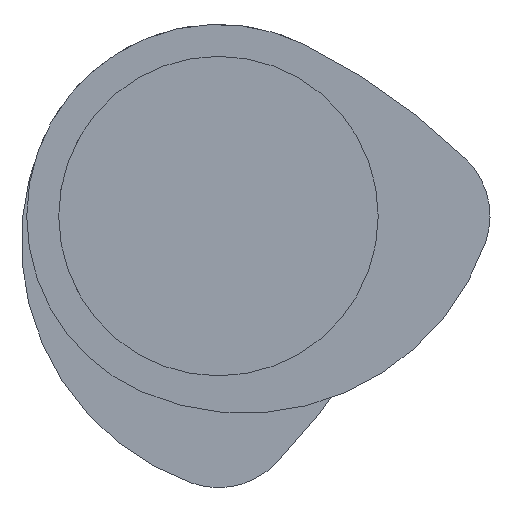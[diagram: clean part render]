
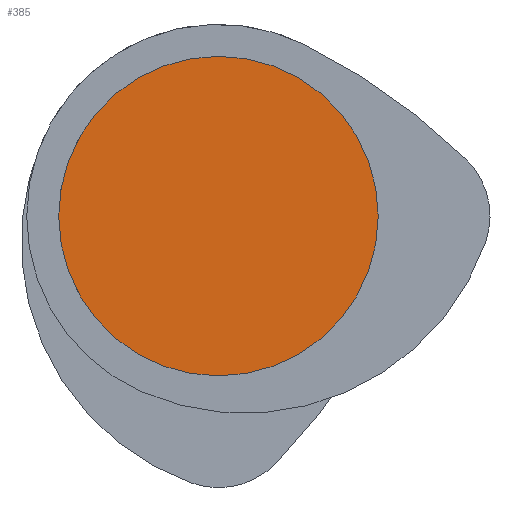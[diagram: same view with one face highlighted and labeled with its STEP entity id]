
A CAD part, left-side view. The second image highlights one B-rep face of the part: STEP entity #385.
In plain terms, the highlighted planar face has unit normal (-1, 0, 0).
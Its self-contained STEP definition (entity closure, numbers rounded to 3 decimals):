
#17 = DIRECTION ( 'NONE',  ( 1., 0., 0. ) ) ;
#91 = ORIENTED_EDGE ( 'NONE', *, *, #143, .F. ) ;
#101 = CARTESIAN_POINT ( 'NONE',  ( -116., 0., -10. ) ) ;
#108 = CIRCLE ( 'NONE', #427, 10. ) ;
#143 = EDGE_CURVE ( 'NONE', #527, #483, #697, .T. ) ;
#149 = DIRECTION ( 'NONE',  ( 0., 0., -1. ) ) ;
#171 = AXIS2_PLACEMENT_3D ( 'NONE', #254, #17, #562 ) ;
#254 = CARTESIAN_POINT ( 'NONE',  ( -116., 0., 0. ) ) ;
#279 = EDGE_CURVE ( 'NONE', #483, #527, #108, .T. ) ;
#289 = EDGE_LOOP ( 'NONE', ( #467, #91 ) ) ;
#303 = DIRECTION ( 'NONE',  ( 1., 0., 0. ) ) ;
#373 = FACE_OUTER_BOUND ( 'NONE', #289, .T. ) ;
#383 = CARTESIAN_POINT ( 'NONE',  ( -116., 0., 0. ) ) ;
#385 = ADVANCED_FACE ( 'NONE', ( #373 ), #549, .F. ) ;
#417 = DIRECTION ( 'NONE',  ( 1., 0., 0. ) ) ;
#427 = AXIS2_PLACEMENT_3D ( 'NONE', #681, #417, #557 ) ;
#444 = AXIS2_PLACEMENT_3D ( 'NONE', #383, #303, #149 ) ;
#457 = CARTESIAN_POINT ( 'NONE',  ( -116., 0., 10. ) ) ;
#467 = ORIENTED_EDGE ( 'NONE', *, *, #279, .F. ) ;
#483 = VERTEX_POINT ( 'NONE', #457 ) ;
#527 = VERTEX_POINT ( 'NONE', #101 ) ;
#549 = PLANE ( 'NONE',  #171 ) ;
#557 = DIRECTION ( 'NONE',  ( 0., 0., -1. ) ) ;
#562 = DIRECTION ( 'NONE',  ( 0., 0., -1. ) ) ;
#681 = CARTESIAN_POINT ( 'NONE',  ( -116., 0., 0. ) ) ;
#697 = CIRCLE ( 'NONE', #444, 10. ) ;
